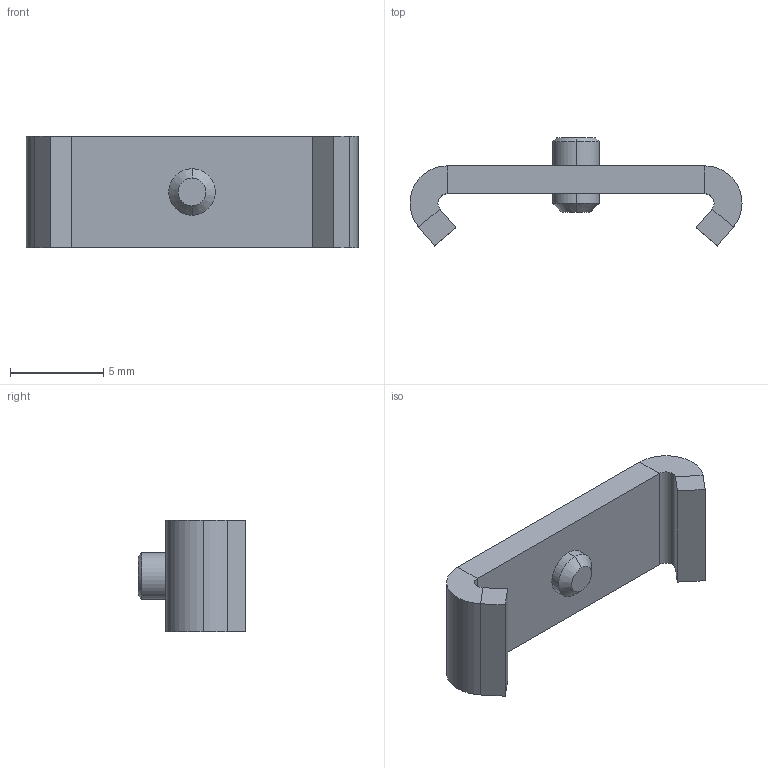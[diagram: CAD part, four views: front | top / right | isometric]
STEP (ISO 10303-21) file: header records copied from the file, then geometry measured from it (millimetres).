
FILE_DESCRIPTION (( 'STEP AP203' ), '1' );
FILE_NAME ('7W-stopper.STEP', '2015-01-28T02:57:32', ( 'cpc' ), ( '' ), 'SwSTEP 2.0', 'SolidWorks 2010', '' );
FILE_SCHEMA (( 'CONFIG_CONTROL_DESIGN' ));
Length unit declared in the file: millimetre
Products named in the file (3): 7W-stopper身體; 7W-stopper; M3止付
Assembly tree (2 placements, depth 2):
  7W-stopper
    M3止付
    7W-stopper身體
Bounding box: 17.84 x 5.8 x 6 mm (x, y, z)
Volume: 207.8 mm3; surface area: 397.8 mm2
Topology: 2 solids, 2 shells, 41 faces, 88 edges, 52 vertices
Faces by surface type: plane 27, cylinder 10, cone 4
Entity records: 1395 total; most frequent: DIRECTION 204, CARTESIAN_POINT 186, ORIENTED_EDGE 176, EDGE_CURVE 88, AXIS2_PLACEMENT_3D 70, VECTOR 64, LINE 64, VERTEX_POINT 52
